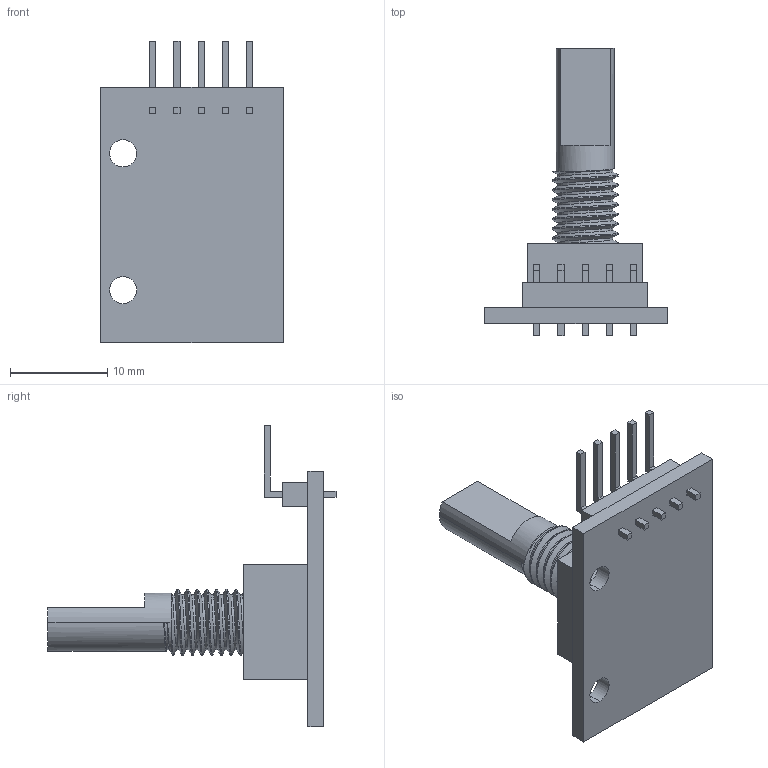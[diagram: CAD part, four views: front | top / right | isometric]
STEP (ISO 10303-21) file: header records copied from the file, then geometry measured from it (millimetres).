
FILE_DESCRIPTION (( 'STEP AP214' ), '1' );
FILE_NAME ('Rotary Encoder.STEP', '2020-10-15T03:20:18', ( '' ), ( '' ), 'SwSTEP 2.0', 'SolidWorks 2020', '' );
FILE_SCHEMA (( 'AUTOMOTIVE_DESIGN' ));
Length unit declared in the file: millimetre
Products named in the file (1): Rotary Encoder
Bounding box: 18.8 x 29.7 x 31.04 mm (x, y, z)
Volume: 2339.7 mm3; surface area: 2125.8 mm2
Topology: 1 solids, 1 shells, 107 faces, 273 edges, 181 vertices
Faces by surface type: plane 81, cylinder 23, bspline 3
Entity records: 4512 total; most frequent: CARTESIAN_POINT 1983, ORIENTED_EDGE 546, DIRECTION 458, EDGE_CURVE 273, LINE 216, VECTOR 216, VERTEX_POINT 181, EDGE_LOOP 124
